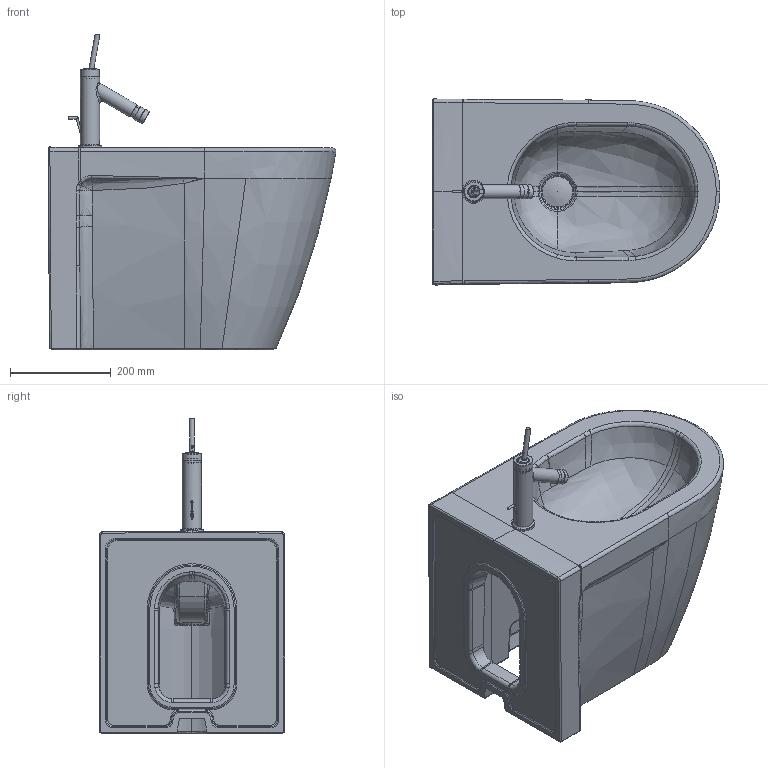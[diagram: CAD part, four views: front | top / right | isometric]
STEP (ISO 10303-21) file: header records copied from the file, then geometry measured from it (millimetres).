
FILE_DESCRIPTION((''),'2;1');
FILE_NAME('225510.stp','2011-05-29T12:43:45',('Administrator'),(''),'Autodesk Inventor 2011','Autodesk Inventor 2011','');
FILE_SCHEMA(('AUTOMOTIVE_DESIGN { 1 0 10303 214 1 1 1 1 }'));
Length unit declared in the file: millimetre
Products named in the file (13): 225510; Hansgrohe Armatur Bidet; Bauteil179; Bauteil181; Bauteil183; Bauteil203; Bauteil209; Bauteil217; Bauteil221; Bauteil227; Kelch; Stopfen
Assembly tree (12 placements, depth 3):
  225510
    225510
    Hansgrohe Armatur Bidet
      Bauteil179
      Bauteil181
      Bauteil183
      Bauteil203
      Bauteil209
      Bauteil217
      Bauteil221
      Bauteil227
    Kelch
    Stopfen
Bounding box: 570 x 367.94 x 625.5 mm (x, y, z)
Volume: 34909682 mm3; surface area: 1435967 mm2
Topology: 11 solids, 11 shells, 976 faces, 2530 edges, 1552 vertices
Faces by surface type: bspline 380, cylinder 252, plane 251, torus 63, cone 24, sphere 6
Full cylindrical faces by diameter (mm): 3.1 x1, 3.2 x1, 4 x1, 4.2 x1, 4.3 x1, 5 x1, 5.4 x1, 7 x1, 8.6 x1, 9.5 x1, 10 x2, 12 x1, 13.6 x1, 15 x1, 16.1 x1, 17 x1, 18.6 x1, 18.7 x2, 19.2 x1, 19.5 x1, 20 x1, 20.5 x1, 21 x1, 22.4 x1, 23 x2, 24 x1, 24.4 x1, 26.2 x1, 28 x3, 30.6 x1
Entity records: 88047 total; most frequent: CARTESIAN_POINT 66326, ORIENTED_EDGE 4768, DIRECTION 3654, EDGE_CURVE 2384, VERTEX_POINT 1529, AXIS2_PLACEMENT_3D 1442, EDGE_LOOP 1166, FACE_OUTER_BOUND 976
